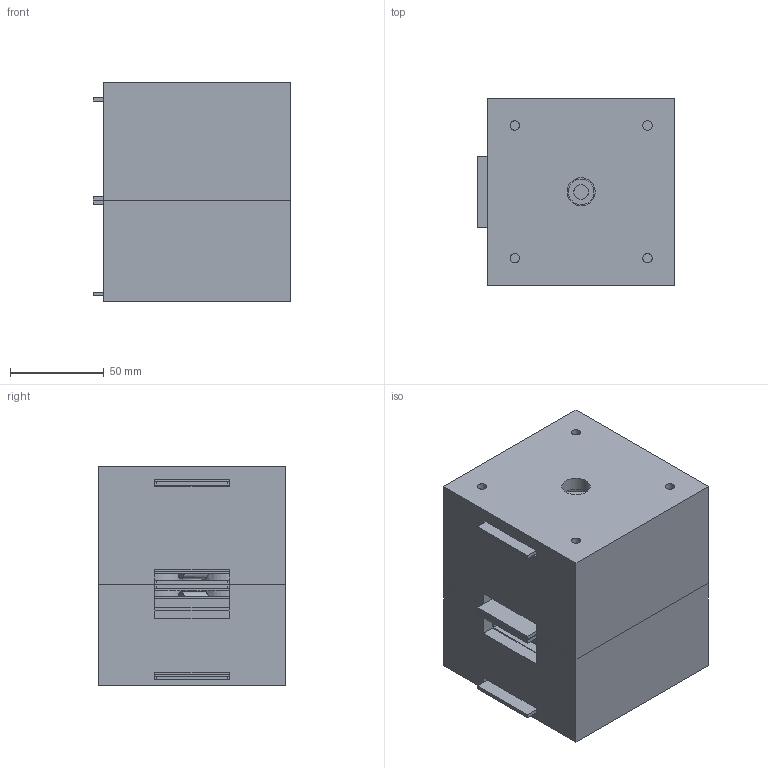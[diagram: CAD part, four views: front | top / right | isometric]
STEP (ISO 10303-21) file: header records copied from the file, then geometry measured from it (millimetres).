
FILE_DESCRIPTION(/* description */ (''),/* implementation_level */ '2;1');
FILE_NAME(/* name */ 'LEM_Versione_PIPS_Mirion v28.step',/* time_stamp */ '2023-06-05T16:16:46+02:00',/* author */ (''),/* organization */ (''),/* preprocessor_version */ 'ST-DEVELOPER v19.2',/* originating_system */ 'Autodesk Translation Framework v12.6.0.85',/* authorisation */ '');
FILE_SCHEMA (('AUTOMOTIVE_DESIGN { 1 0 10303 214 3 1 1 }'));
Length unit declared in the file: millimetre
Products named in the file (1): LEM_Versione_PIPS_Mirion
Bounding box: 105.5 x 100 x 117 mm (x, y, z)
Volume: 932492.8 mm3; surface area: 347323.7 mm2
Topology: 36 solids, 36 shells, 391 faces, 897 edges, 601 vertices
Faces by surface type: plane 263, cylinder 127, cone 1
Full cylindrical faces by diameter (mm): 5 x44, 6.796 x2, 6.8 x8, 7.8 x4, 8 x2, 13.6 x25, 13.8 x8, 14 x2, 15 x1, 19.4 x2, 20 x1, 26.1 x8
Entity records: 11681 total; most frequent: CARTESIAN_POINT 2230, DIRECTION 1906, ORIENTED_EDGE 1794, EDGE_CURVE 897, AXIS2_PLACEMENT_3D 637, LINE 632, VECTOR 632, VERTEX_POINT 601
